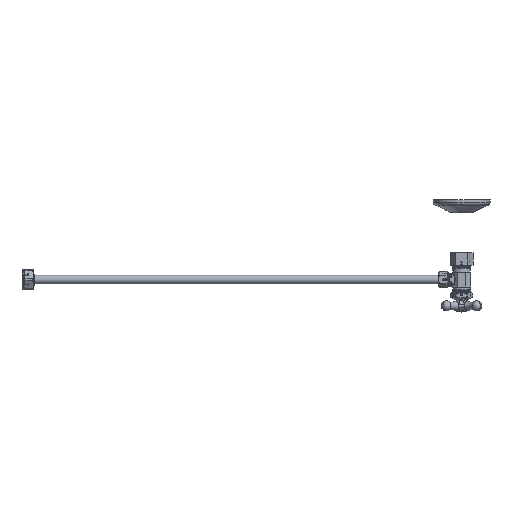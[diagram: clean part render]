
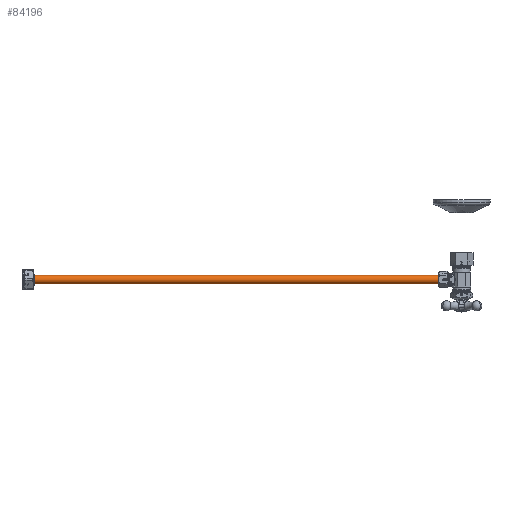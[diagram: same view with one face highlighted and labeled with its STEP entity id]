
A CAD part, left-side view. The second image highlights one B-rep face of the part: STEP entity #84196.
In plain terms, the highlighted cylindrical face has radius 4.763 mm (diameter 9.525 mm), a partial arc.
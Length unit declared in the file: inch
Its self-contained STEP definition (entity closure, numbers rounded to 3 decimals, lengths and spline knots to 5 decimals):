
#83784=CARTESIAN_POINT('',(0.,-0.22,0.));
#83785=DIRECTION('',(0.,-1.,0.));
#83786=DIRECTION('',(0.,0.,1.));
#83787=AXIS2_PLACEMENT_3D('',#83784,#83785,#83786);
#83804=DIRECTION('',(0.,1.,0.));
#83805=VECTOR('',#83804,19.35);
#83806=CARTESIAN_POINT('',(0.,-0.22,0.1875));
#83807=LINE('',#83806,#83805);
#83808=DIRECTION('',(0.,-1.,0.));
#83809=VECTOR('',#83808,19.35);
#83810=CARTESIAN_POINT('',(0.,19.13,-0.1875));
#83811=LINE('',#83810,#83809);
#83812=CARTESIAN_POINT('',(0.,19.13,0.));
#83813=DIRECTION('',(0.,-1.,0.));
#83814=DIRECTION('',(0.,0.,1.));
#83815=AXIS2_PLACEMENT_3D('',#83812,#83813,#83814);
#83952=CARTESIAN_POINT('',(0.,19.13,-0.1875));
#83953=CARTESIAN_POINT('',(0.,-0.22,-0.1875));
#83954=VERTEX_POINT('',#83952);
#83955=VERTEX_POINT('',#83953);
#83956=CARTESIAN_POINT('',(0.,-0.22,0.1875));
#83957=CARTESIAN_POINT('',(0.,19.13,0.1875));
#83958=VERTEX_POINT('',#83956);
#83959=VERTEX_POINT('',#83957);
#84182=CARTESIAN_POINT('',(0.,19.517,0.));
#84183=DIRECTION('',(0.,-1.,0.));
#84184=DIRECTION('',(0.,0.,1.));
#84185=AXIS2_PLACEMENT_3D('',#84182,#84183,#84184);
#84186=CYLINDRICAL_SURFACE('',#84185,0.1875);
#84188=ORIENTED_EDGE('',*,*,#84187,.F.);
#84190=ORIENTED_EDGE('',*,*,#84189,.F.);
#84192=ORIENTED_EDGE('',*,*,#84191,.F.);
#84193=ORIENTED_EDGE('',*,*,#84171,.T.);
#84194=EDGE_LOOP('',(#84188,#84190,#84192,#84193));
#84195=FACE_OUTER_BOUND('',#84194,.F.);
#84196=ADVANCED_FACE('',(#84195),#84186,.T.);
#83788=CIRCLE('',#83787,0.1875);
#83816=CIRCLE('',#83815,0.1875);
#84171=EDGE_CURVE('',#83958,#83955,#83788,.T.);
#84187=EDGE_CURVE('',#83954,#83955,#83811,.T.);
#84189=EDGE_CURVE('',#83959,#83954,#83816,.T.);
#84191=EDGE_CURVE('',#83958,#83959,#83807,.T.);
